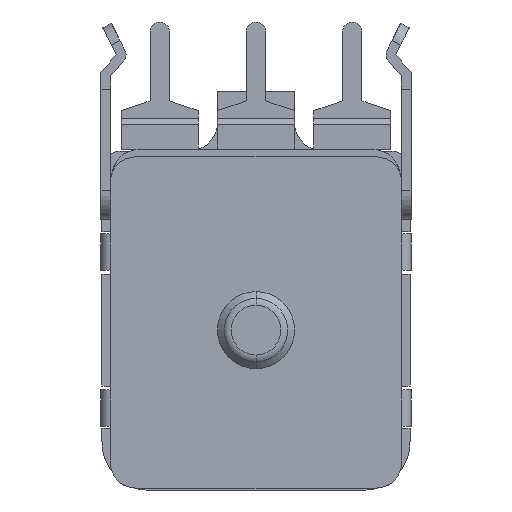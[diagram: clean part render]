
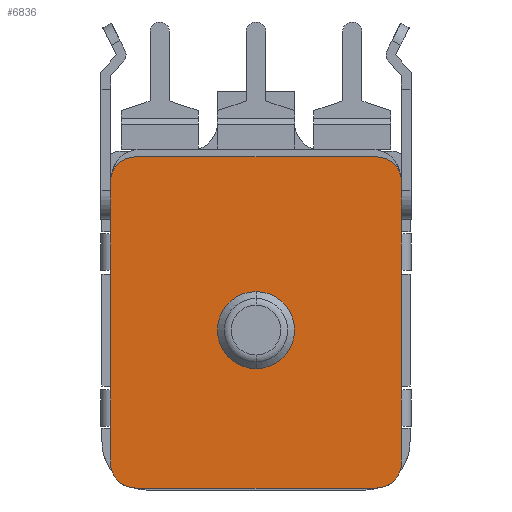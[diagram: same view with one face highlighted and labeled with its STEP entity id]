
A CAD part, front view. The second image highlights one B-rep face of the part: STEP entity #6836.
In plain terms, the highlighted planar face has unit normal (0, -1, 0).
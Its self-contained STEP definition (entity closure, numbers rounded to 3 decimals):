
#371=DIRECTION('',(0.,0.,1.));
#372=VECTOR('',#371,1.9);
#373=CARTESIAN_POINT('',(7.55,-3.55,3.1));
#374=LINE('',#373,#372);
#379=DIRECTION('',(0.,0.,1.));
#380=VECTOR('',#379,0.75);
#381=CARTESIAN_POINT('',(-7.55,-3.55,5.));
#382=LINE('',#381,#380);
#383=DIRECTION('',(0.,0.,1.));
#384=VECTOR('',#383,1.95);
#385=CARTESIAN_POINT('',(-7.55,-3.55,5.75));
#386=LINE('',#385,#384);
#387=CARTESIAN_POINT('',(-6.25,-3.55,7.7));
#388=DIRECTION('',(0.,1.,0.));
#389=DIRECTION('',(-1.,0.,0.));
#390=AXIS2_PLACEMENT_3D('',#387,#388,#389);
#392=DIRECTION('',(1.,0.,0.));
#393=VECTOR('',#392,12.5);
#394=CARTESIAN_POINT('',(-6.25,-3.55,9.));
#395=LINE('',#394,#393);
#396=CARTESIAN_POINT('',(6.25,-3.55,7.7));
#397=DIRECTION('',(0.,1.,0.));
#398=DIRECTION('',(0.,0.,1.));
#399=AXIS2_PLACEMENT_3D('',#396,#397,#398);
#401=DIRECTION('',(0.,0.,-1.));
#402=VECTOR('',#401,0.75);
#403=CARTESIAN_POINT('',(7.55,-3.55,5.75));
#404=LINE('',#403,#402);
#405=DIRECTION('',(0.,0.,-1.));
#406=VECTOR('',#405,6.2);
#407=CARTESIAN_POINT('',(7.55,-3.55,3.1));
#408=LINE('',#407,#406);
#409=DIRECTION('',(0.,0.,-1.));
#410=VECTOR('',#409,1.9);
#411=CARTESIAN_POINT('',(7.55,-3.55,-5.));
#412=LINE('',#411,#410);
#413=CARTESIAN_POINT('',(6.25,-3.55,-6.9));
#414=DIRECTION('',(0.,1.,0.));
#415=DIRECTION('',(1.,0.,0.));
#416=AXIS2_PLACEMENT_3D('',#413,#414,#415);
#418=DIRECTION('',(-1.,0.,0.));
#419=VECTOR('',#418,12.5);
#420=CARTESIAN_POINT('',(6.25,-3.55,-8.2));
#421=LINE('',#420,#419);
#422=CARTESIAN_POINT('',(-6.25,-3.55,-6.9));
#423=DIRECTION('',(0.,1.,0.));
#424=DIRECTION('',(0.,0.,-1.));
#425=AXIS2_PLACEMENT_3D('',#422,#423,#424);
#427=DIRECTION('',(0.,0.,1.));
#428=VECTOR('',#427,1.9);
#429=CARTESIAN_POINT('',(-7.55,-3.55,-6.9));
#430=LINE('',#429,#428);
#431=DIRECTION('',(0.,0.,1.));
#432=VECTOR('',#431,6.2);
#433=CARTESIAN_POINT('',(-7.55,-3.55,-3.1));
#434=LINE('',#433,#432);
#435=CARTESIAN_POINT('',(0.,-3.55,0.));
#436=DIRECTION('',(0.,-1.,0.));
#437=DIRECTION('',(0.,0.,-1.));
#438=AXIS2_PLACEMENT_3D('',#435,#436,#437);
#440=CARTESIAN_POINT('',(0.,-3.55,0.));
#441=DIRECTION('',(0.,-1.,0.));
#442=DIRECTION('',(0.,0.,1.));
#443=AXIS2_PLACEMENT_3D('',#440,#441,#442);
#445=DIRECTION('',(0.,0.,-1.));
#446=VECTOR('',#445,1.9);
#447=CARTESIAN_POINT('',(-7.55,-3.55,5.));
#448=LINE('',#447,#446);
#713=DIRECTION('',(0.,0.,-1.));
#714=VECTOR('',#713,1.9);
#715=CARTESIAN_POINT('',(-7.55,-3.55,-3.1));
#716=LINE('',#715,#714);
#833=DIRECTION('',(0.,0.,1.));
#834=VECTOR('',#833,1.9);
#835=CARTESIAN_POINT('',(7.55,-3.55,-5.));
#836=LINE('',#835,#834);
#1564=DIRECTION('',(0.,0.,1.));
#1565=VECTOR('',#1564,1.95);
#1566=CARTESIAN_POINT('',(7.55,-3.55,5.75));
#1567=LINE('',#1566,#1565);
#5330=CARTESIAN_POINT('',(-7.55,-3.55,7.7));
#5331=VERTEX_POINT('',#5330);
#5332=CARTESIAN_POINT('',(-7.55,-3.55,5.75));
#5333=VERTEX_POINT('',#5332);
#5342=CARTESIAN_POINT('',(-7.55,-3.55,-3.1));
#5344=VERTEX_POINT('',#5342);
#5348=CARTESIAN_POINT('',(-7.55,-3.55,3.1));
#5349=VERTEX_POINT('',#5348);
#5350=CARTESIAN_POINT('',(-7.55,-3.55,-5.));
#5352=VERTEX_POINT('',#5350);
#5354=CARTESIAN_POINT('',(-7.55,-3.55,-6.9));
#5355=VERTEX_POINT('',#5354);
#5358=CARTESIAN_POINT('',(-7.55,-3.55,5.));
#5360=VERTEX_POINT('',#5358);
#5390=CARTESIAN_POINT('',(-6.25,-3.55,9.));
#5391=VERTEX_POINT('',#5390);
#5392=CARTESIAN_POINT('',(6.25,-3.55,9.));
#5393=VERTEX_POINT('',#5392);
#5394=CARTESIAN_POINT('',(7.55,-3.55,7.7));
#5395=VERTEX_POINT('',#5394);
#5396=CARTESIAN_POINT('',(7.55,-3.55,5.75));
#5397=VERTEX_POINT('',#5396);
#5398=CARTESIAN_POINT('',(7.55,-3.55,5.));
#5399=VERTEX_POINT('',#5398);
#5400=CARTESIAN_POINT('',(7.55,-3.55,3.1));
#5401=VERTEX_POINT('',#5400);
#5402=CARTESIAN_POINT('',(7.55,-3.55,-3.1));
#5403=VERTEX_POINT('',#5402);
#5404=CARTESIAN_POINT('',(7.55,-3.55,-5.));
#5405=VERTEX_POINT('',#5404);
#5406=CARTESIAN_POINT('',(7.55,-3.55,-6.9));
#5407=VERTEX_POINT('',#5406);
#5408=CARTESIAN_POINT('',(6.25,-3.55,-8.2));
#5409=VERTEX_POINT('',#5408);
#5410=CARTESIAN_POINT('',(-6.25,-3.55,-8.2));
#5411=VERTEX_POINT('',#5410);
#5412=CARTESIAN_POINT('',(0.,-3.55,-2.));
#5413=CARTESIAN_POINT('',(0.,-3.55,2.));
#5414=VERTEX_POINT('',#5412);
#5415=VERTEX_POINT('',#5413);
#6789=CARTESIAN_POINT('',(0.,-3.55,0.));
#6790=DIRECTION('',(0.,-1.,0.));
#6791=DIRECTION('',(-1.,0.,0.));
#6792=AXIS2_PLACEMENT_3D('',#6789,#6790,#6791);
#6793=PLANE('',#6792);
#6795=ORIENTED_EDGE('',*,*,#6794,.F.);
#6797=ORIENTED_EDGE('',*,*,#6796,.T.);
#6799=ORIENTED_EDGE('',*,*,#6798,.T.);
#6801=ORIENTED_EDGE('',*,*,#6800,.T.);
#6803=ORIENTED_EDGE('',*,*,#6802,.T.);
#6805=ORIENTED_EDGE('',*,*,#6804,.T.);
#6807=ORIENTED_EDGE('',*,*,#6806,.F.);
#6808=ORIENTED_EDGE('',*,*,#6741,.T.);
#6809=ORIENTED_EDGE('',*,*,#6779,.F.);
#6811=ORIENTED_EDGE('',*,*,#6810,.T.);
#6813=ORIENTED_EDGE('',*,*,#6812,.F.);
#6815=ORIENTED_EDGE('',*,*,#6814,.T.);
#6817=ORIENTED_EDGE('',*,*,#6816,.T.);
#6819=ORIENTED_EDGE('',*,*,#6818,.T.);
#6821=ORIENTED_EDGE('',*,*,#6820,.T.);
#6823=ORIENTED_EDGE('',*,*,#6822,.T.);
#6825=ORIENTED_EDGE('',*,*,#6824,.F.);
#6827=ORIENTED_EDGE('',*,*,#6826,.T.);
#6828=EDGE_LOOP('',(#6795,#6797,#6799,#6801,#6803,#6805,#6807,#6808,#6809,#6811,
#6813,#6815,#6817,#6819,#6821,#6823,#6825,#6827));
#6829=FACE_OUTER_BOUND('',#6828,.F.);
#6831=ORIENTED_EDGE('',*,*,#6830,.T.);
#6833=ORIENTED_EDGE('',*,*,#6832,.T.);
#6834=EDGE_LOOP('',(#6831,#6833));
#6835=FACE_BOUND('',#6834,.F.);
#6836=ADVANCED_FACE('',(#6829,#6835),#6793,.T.);
#391=CIRCLE('',#390,1.3);
#400=CIRCLE('',#399,1.3);
#417=CIRCLE('',#416,1.3);
#426=CIRCLE('',#425,1.3);
#439=CIRCLE('',#438,2.);
#444=CIRCLE('',#443,2.);
#6741=EDGE_CURVE('',#5397,#5399,#404,.T.);
#6779=EDGE_CURVE('',#5401,#5399,#374,.T.);
#6794=EDGE_CURVE('',#5360,#5349,#448,.T.);
#6796=EDGE_CURVE('',#5360,#5333,#382,.T.);
#6798=EDGE_CURVE('',#5333,#5331,#386,.T.);
#6800=EDGE_CURVE('',#5331,#5391,#391,.T.);
#6802=EDGE_CURVE('',#5391,#5393,#395,.T.);
#6804=EDGE_CURVE('',#5393,#5395,#400,.T.);
#6806=EDGE_CURVE('',#5397,#5395,#1567,.T.);
#6810=EDGE_CURVE('',#5401,#5403,#408,.T.);
#6812=EDGE_CURVE('',#5405,#5403,#836,.T.);
#6814=EDGE_CURVE('',#5405,#5407,#412,.T.);
#6816=EDGE_CURVE('',#5407,#5409,#417,.T.);
#6818=EDGE_CURVE('',#5409,#5411,#421,.T.);
#6820=EDGE_CURVE('',#5411,#5355,#426,.T.);
#6822=EDGE_CURVE('',#5355,#5352,#430,.T.);
#6824=EDGE_CURVE('',#5344,#5352,#716,.T.);
#6826=EDGE_CURVE('',#5344,#5349,#434,.T.);
#6830=EDGE_CURVE('',#5414,#5415,#439,.T.);
#6832=EDGE_CURVE('',#5415,#5414,#444,.T.);
